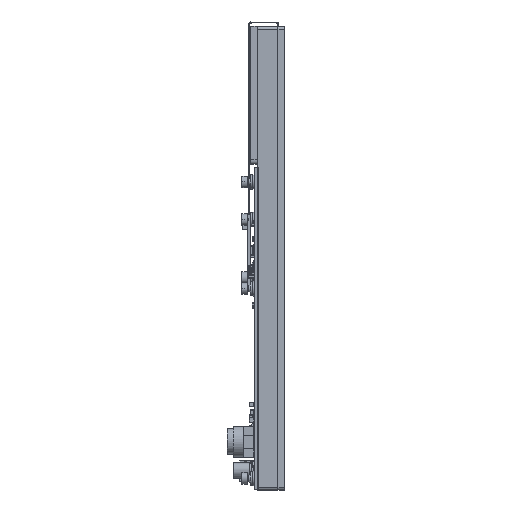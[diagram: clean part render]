
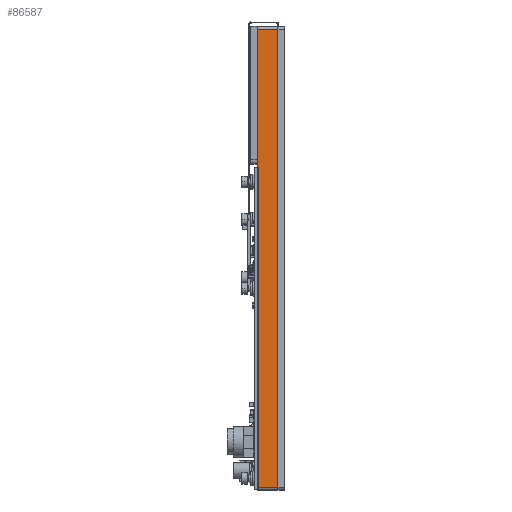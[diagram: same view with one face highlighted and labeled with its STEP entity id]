
A CAD part, left-side view. The second image highlights one B-rep face of the part: STEP entity #86587.
In plain terms, the highlighted planar face has unit normal (-1, 0, 0).
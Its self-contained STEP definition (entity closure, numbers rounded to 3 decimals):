
#3319=PLANE('',#92305);
#6815=FACE_OUTER_BOUND('',#11288,.T.);
#11288=EDGE_LOOP('',(#60931,#60932,#60933,#60934));
#15965=LINE('',#129294,#26938);
#15966=LINE('',#129297,#26939);
#15967=LINE('',#129299,#26940);
#15968=LINE('',#129300,#26941);
#26938=VECTOR('',#99711,10.);
#26939=VECTOR('',#99714,10.);
#26940=VECTOR('',#99715,10.);
#26941=VECTOR('',#99716,10.);
#39454=VERTEX_POINT('',#129288);
#39456=VERTEX_POINT('',#129292);
#39457=VERTEX_POINT('',#129296);
#39458=VERTEX_POINT('',#129298);
#47806=EDGE_CURVE('',#39454,#39456,#15965,.T.);
#47807=EDGE_CURVE('',#39454,#39457,#15966,.T.);
#47808=EDGE_CURVE('',#39458,#39456,#15967,.T.);
#47809=EDGE_CURVE('',#39457,#39458,#15968,.T.);
#60931=ORIENTED_EDGE('',*,*,#47807,.F.);
#60932=ORIENTED_EDGE('',*,*,#47806,.T.);
#60933=ORIENTED_EDGE('',*,*,#47808,.F.);
#60934=ORIENTED_EDGE('',*,*,#47809,.F.);
#86587=ADVANCED_FACE('',(#6815),#3319,.T.);
#92305=AXIS2_PLACEMENT_3D('',#129295,#99712,#99713);
#99711=DIRECTION('',(0.,-1.,0.));
#99712=DIRECTION('center_axis',(-1.,0.,0.));
#99713=DIRECTION('ref_axis',(0.,0.,
-1.));
#99714=DIRECTION('',(0.,0.,1.));
#99715=DIRECTION('',(0.,0.,-1.));
#99716=DIRECTION('',(0.,-1.,0.));
#129288=CARTESIAN_POINT('',(-137.217,0.,-91.513));
#129292=CARTESIAN_POINT('',(-137.217,-8.,-91.513));
#129294=CARTESIAN_POINT('',(-137.217,0.,-91.513));
#129295=CARTESIAN_POINT('Origin',(-137.217,0.,87.028));
#129296=CARTESIAN_POINT('',(-137.217,0.,87.028));
#129297=CARTESIAN_POINT('',(-137.217,0.,-91.513));
#129298=CARTESIAN_POINT('',(-137.217,-8.,87.028));
#129299=CARTESIAN_POINT('',(-137.217,-8.,-91.513));
#129300=CARTESIAN_POINT('',(-137.217,0.,87.028));
